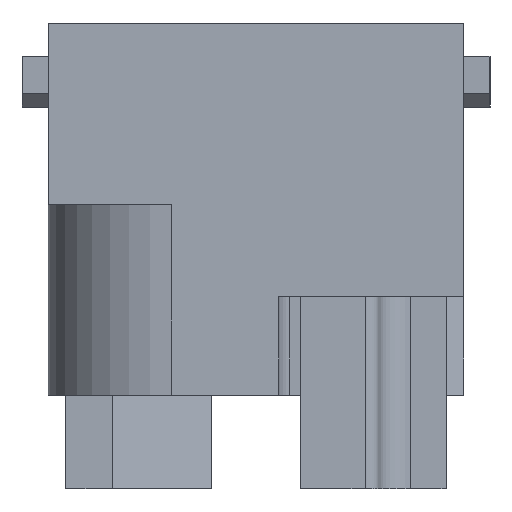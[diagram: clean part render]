
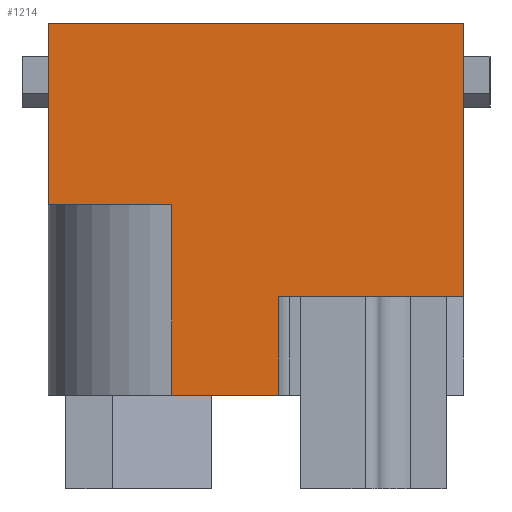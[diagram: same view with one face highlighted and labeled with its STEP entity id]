
A CAD part, left-side view. The second image highlights one B-rep face of the part: STEP entity #1214.
In plain terms, the highlighted planar face has unit normal (-1, 0, 0).
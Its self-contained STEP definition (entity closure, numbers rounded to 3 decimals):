
#1176=AXIS2_PLACEMENT_3D('Plane Axis2P3D',#1173,#1174,#1175) ;
#638=CARTESIAN_POINT('Vertex',(0.,32.2,20.7)) ;
#641=CARTESIAN_POINT('Line Origine',(0.,32.2,27.3)) ;
#645=CARTESIAN_POINT('Vertex',(0.,32.2,33.9)) ;
#1046=CARTESIAN_POINT('Vertex',(0.,15.4,6.8)) ;
#1049=CARTESIAN_POINT('Line Origine',(0.,19.3,6.8)) ;
#1053=CARTESIAN_POINT('Vertex',(0.,23.2,6.8)) ;
#1142=CARTESIAN_POINT('Vertex',(0.,23.2,20.7)) ;
#1145=CARTESIAN_POINT('Line Origine',(0.,23.2,6.8)) ;
#1162=CARTESIAN_POINT('Line Origine',(0.,27.7,20.7)) ;
#1173=CARTESIAN_POINT('Axis2P3D Location',(0.,1.9,33.9)) ;
#1178=CARTESIAN_POINT('Line Origine',(0.,15.4,10.4)) ;
#1182=CARTESIAN_POINT('Vertex',(0.,15.4,14.)) ;
#1185=CARTESIAN_POINT('Line Origine',(0.,8.65,14.)) ;
#1189=CARTESIAN_POINT('Vertex',(0.,1.9,14.)) ;
#1192=CARTESIAN_POINT('Line Origine',(0.,1.9,23.95)) ;
#1196=CARTESIAN_POINT('Vertex',(0.,1.9,33.9)) ;
#1199=CARTESIAN_POINT('Line Origine',(0.,17.05,33.9)) ;
#642=DIRECTION('Vector Direction',(0.,0.,-1.)) ;
#1050=DIRECTION('Vector Direction',(0.,1.,0.)) ;
#1146=DIRECTION('Vector Direction',(0.,0.,1.)) ;
#1163=DIRECTION('Vector Direction',(0.,1.,0.)) ;
#1174=DIRECTION('Axis2P3D Direction',(1.,0.,0.)) ;
#1175=DIRECTION('Axis2P3D XDirection',(0.,-1.,0.)) ;
#1179=DIRECTION('Vector Direction',(0.,0.,1.)) ;
#1186=DIRECTION('Vector Direction',(0.,-1.,0.)) ;
#1193=DIRECTION('Vector Direction',(0.,0.,-1.)) ;
#1200=DIRECTION('Vector Direction',(0.,-1.,0.)) ;
#643=VECTOR('Line Direction',#642,1.) ;
#1051=VECTOR('Line Direction',#1050,1.) ;
#1147=VECTOR('Line Direction',#1146,1.) ;
#1164=VECTOR('Line Direction',#1163,1.) ;
#1180=VECTOR('Line Direction',#1179,1.) ;
#1187=VECTOR('Line Direction',#1186,1.) ;
#1194=VECTOR('Line Direction',#1193,1.) ;
#1201=VECTOR('Line Direction',#1200,1.) ;
#1205=ORIENTED_EDGE('',*,*,#1149,.F.) ;
#1206=ORIENTED_EDGE('',*,*,#1055,.F.) ;
#1207=ORIENTED_EDGE('',*,*,#1184,.T.) ;
#1208=ORIENTED_EDGE('',*,*,#1191,.T.) ;
#1209=ORIENTED_EDGE('',*,*,#1198,.F.) ;
#1210=ORIENTED_EDGE('',*,*,#1203,.F.) ;
#1211=ORIENTED_EDGE('',*,*,#647,.T.) ;
#1212=ORIENTED_EDGE('',*,*,#1166,.F.) ;
#1214=ADVANCED_FACE('Hauptkoerper',(#1213),#1177,.F.) ;
#647=EDGE_CURVE('',#646,#639,#644,.T.) ;
#1055=EDGE_CURVE('',#1047,#1054,#1052,.T.) ;
#1149=EDGE_CURVE('',#1054,#1143,#1148,.T.) ;
#1166=EDGE_CURVE('',#1143,#639,#1165,.T.) ;
#1184=EDGE_CURVE('',#1047,#1183,#1181,.T.) ;
#1191=EDGE_CURVE('',#1183,#1190,#1188,.T.) ;
#1198=EDGE_CURVE('',#1197,#1190,#1195,.T.) ;
#1203=EDGE_CURVE('',#646,#1197,#1202,.T.) ;
#1204=EDGE_LOOP('',(#1205,#1206,#1207,#1208,#1209,#1210,#1211,#1212)) ;
#1213=FACE_OUTER_BOUND('',#1204,.T.) ;
#644=LINE('Line',#641,#643) ;
#1052=LINE('Line',#1049,#1051) ;
#1148=LINE('Line',#1145,#1147) ;
#1165=LINE('Line',#1162,#1164) ;
#1181=LINE('Line',#1178,#1180) ;
#1188=LINE('Line',#1185,#1187) ;
#1195=LINE('Line',#1192,#1194) ;
#1202=LINE('Line',#1199,#1201) ;
#1177=PLANE('',#1176) ;
#639=VERTEX_POINT('',#638) ;
#646=VERTEX_POINT('',#645) ;
#1047=VERTEX_POINT('',#1046) ;
#1054=VERTEX_POINT('',#1053) ;
#1143=VERTEX_POINT('',#1142) ;
#1183=VERTEX_POINT('',#1182) ;
#1190=VERTEX_POINT('',#1189) ;
#1197=VERTEX_POINT('',#1196) ;
